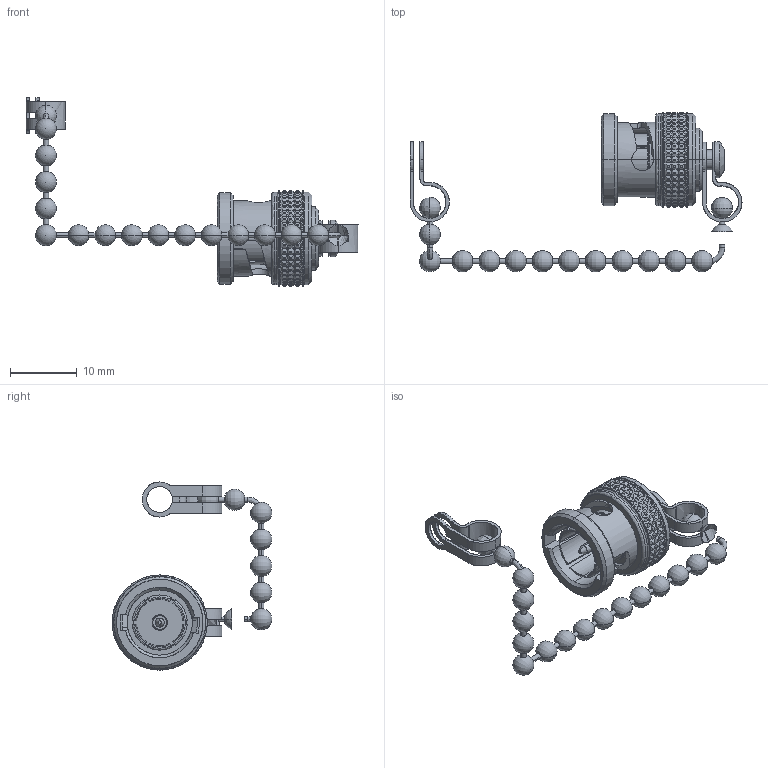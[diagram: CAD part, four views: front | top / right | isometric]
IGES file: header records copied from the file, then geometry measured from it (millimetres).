
Start section: SolidWorks IGES file using analytic representation for surfaces
Global section: file name: R141.862.000V.IGS; native system: SolidWorks 2006 by SolidWorks Corporation; preprocessor: SolidWorks 2006 by SolidWorks Corporation; author: huang_v; date: 080407.141924; units: millimetre
Bounding box: 49.92 x 24 x 28.29 mm (x, y, z)
Surface area: 2674.4 mm2 (no closed solid volume)
Topology: 0 solids, 0 shells, 1299 faces, 7964 edges, 7863 vertices
Faces by surface type: revolution 692, bspline 607
